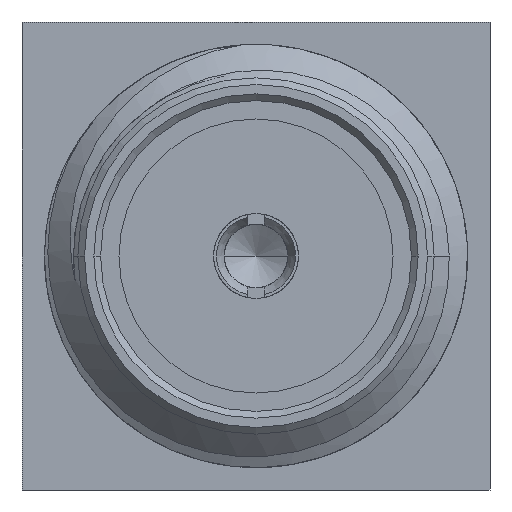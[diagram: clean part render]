
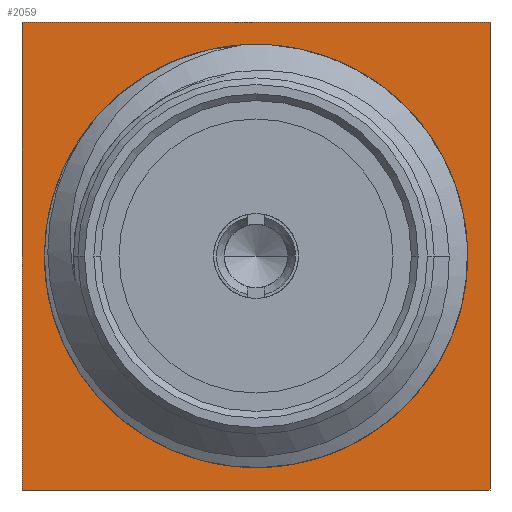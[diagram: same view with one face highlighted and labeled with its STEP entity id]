
A CAD part, left-side view. The second image highlights one B-rep face of the part: STEP entity #2059.
In plain terms, the highlighted planar face has unit normal (-1, 0, 0).
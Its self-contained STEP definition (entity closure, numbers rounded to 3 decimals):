
#307 = PLANE('',#308);
#308 = AXIS2_PLACEMENT_3D('',#309,#310,#311);
#309 = CARTESIAN_POINT('',(7.73,-3.5,3.5));
#310 = DIRECTION('',(0.,1.,0.));
#311 = DIRECTION('',(0.,0.,-1.));
#361 = PLANE('',#362);
#362 = AXIS2_PLACEMENT_3D('',#363,#364,#365);
#363 = CARTESIAN_POINT('',(7.73,3.5,3.5));
#364 = DIRECTION('',(0.,0.,-1.));
#365 = DIRECTION('',(0.,-1.,0.));
#504 = VERTEX_POINT('',#505);
#505 = CARTESIAN_POINT('',(7.73,-3.5,-3.5));
#519 = PLANE('',#520);
#520 = AXIS2_PLACEMENT_3D('',#521,#522,#523);
#521 = CARTESIAN_POINT('',(7.73,-3.5,-3.5));
#522 = DIRECTION('',(0.,0.,1.));
#523 = DIRECTION('',(0.,1.,0.));
#531 = EDGE_CURVE('',#504,#532,#534,.T.);
#532 = VERTEX_POINT('',#533);
#533 = CARTESIAN_POINT('',(7.73,-3.5,3.5));
#534 = SURFACE_CURVE('',#535,(#539,#546),.PCURVE_S1.);
#535 = LINE('',#536,#537);
#536 = CARTESIAN_POINT('',(7.73,-3.5,-3.5));
#537 = VECTOR('',#538,1.);
#538 = DIRECTION('',(0.,0.,1.));
#539 = PCURVE('',#307,#540);
#540 = DEFINITIONAL_REPRESENTATION('',(#541),#545);
#541 = LINE('',#542,#543);
#542 = CARTESIAN_POINT('',(7.,0.));
#543 = VECTOR('',#544,1.);
#544 = DIRECTION('',(-1.,0.));
#545 = ( GEOMETRIC_REPRESENTATION_CONTEXT(2) 
PARAMETRIC_REPRESENTATION_CONTEXT() REPRESENTATION_CONTEXT('2D SPACE',''
  ) );
#546 = PCURVE('',#547,#552);
#547 = PLANE('',#548);
#548 = AXIS2_PLACEMENT_3D('',#549,#550,#551);
#549 = CARTESIAN_POINT('',(7.73,0.,0.));
#550 = DIRECTION('',(-1.,0.,0.));
#551 = DIRECTION('',(0.,1.,0.));
#552 = DEFINITIONAL_REPRESENTATION('',(#553),#557);
#553 = LINE('',#554,#555);
#554 = CARTESIAN_POINT('',(-3.5,3.5));
#555 = VECTOR('',#556,1.);
#556 = DIRECTION('',(0.,-1.));
#557 = ( GEOMETRIC_REPRESENTATION_CONTEXT(2) 
PARAMETRIC_REPRESENTATION_CONTEXT() REPRESENTATION_CONTEXT('2D SPACE',''
  ) );
#702 = PLANE('',#703);
#703 = AXIS2_PLACEMENT_3D('',#704,#705,#706);
#704 = CARTESIAN_POINT('',(7.73,3.5,-3.5));
#705 = DIRECTION('',(0.,-1.,0.));
#706 = DIRECTION('',(0.,0.,1.));
#1018 = EDGE_CURVE('',#532,#1019,#1021,.T.);
#1019 = VERTEX_POINT('',#1020);
#1020 = CARTESIAN_POINT('',(7.73,3.5,3.5));
#1021 = SURFACE_CURVE('',#1022,(#1026,#1033),.PCURVE_S1.);
#1022 = LINE('',#1023,#1024);
#1023 = CARTESIAN_POINT('',(7.73,-3.5,3.5));
#1024 = VECTOR('',#1025,1.);
#1025 = DIRECTION('',(0.,1.,0.));
#1026 = PCURVE('',#361,#1027);
#1027 = DEFINITIONAL_REPRESENTATION('',(#1028),#1032);
#1028 = LINE('',#1029,#1030);
#1029 = CARTESIAN_POINT('',(7.,0.));
#1030 = VECTOR('',#1031,1.);
#1031 = DIRECTION('',(-1.,-0.));
#1032 = ( GEOMETRIC_REPRESENTATION_CONTEXT(2) 
PARAMETRIC_REPRESENTATION_CONTEXT() REPRESENTATION_CONTEXT('2D SPACE',''
  ) );
#1033 = PCURVE('',#547,#1034);
#1034 = DEFINITIONAL_REPRESENTATION('',(#1035),#1039);
#1035 = LINE('',#1036,#1037);
#1036 = CARTESIAN_POINT('',(-3.5,-3.5));
#1037 = VECTOR('',#1038,1.);
#1038 = DIRECTION('',(1.,0.));
#1039 = ( GEOMETRIC_REPRESENTATION_CONTEXT(2) 
PARAMETRIC_REPRESENTATION_CONTEXT() REPRESENTATION_CONTEXT('2D SPACE',''
  ) );
#1267 = EDGE_CURVE('',#1019,#1268,#1270,.T.);
#1268 = VERTEX_POINT('',#1269);
#1269 = CARTESIAN_POINT('',(7.73,3.5,-3.5));
#1270 = SURFACE_CURVE('',#1271,(#1275,#1282),.PCURVE_S1.);
#1271 = LINE('',#1272,#1273);
#1272 = CARTESIAN_POINT('',(7.73,3.5,3.5));
#1273 = VECTOR('',#1274,1.);
#1274 = DIRECTION('',(0.,0.,-1.));
#1275 = PCURVE('',#702,#1276);
#1276 = DEFINITIONAL_REPRESENTATION('',(#1277),#1281);
#1277 = LINE('',#1278,#1279);
#1278 = CARTESIAN_POINT('',(7.,0.));
#1279 = VECTOR('',#1280,1.);
#1280 = DIRECTION('',(-1.,0.));
#1281 = ( GEOMETRIC_REPRESENTATION_CONTEXT(2) 
PARAMETRIC_REPRESENTATION_CONTEXT() REPRESENTATION_CONTEXT('2D SPACE',''
  ) );
#1282 = PCURVE('',#547,#1283);
#1283 = DEFINITIONAL_REPRESENTATION('',(#1284),#1288);
#1284 = LINE('',#1285,#1286);
#1285 = CARTESIAN_POINT('',(3.5,-3.5));
#1286 = VECTOR('',#1287,1.);
#1287 = DIRECTION('',(0.,1.));
#1288 = ( GEOMETRIC_REPRESENTATION_CONTEXT(2) 
PARAMETRIC_REPRESENTATION_CONTEXT() REPRESENTATION_CONTEXT('2D SPACE',''
  ) );
#1509 = EDGE_CURVE('',#1268,#504,#1510,.T.);
#1510 = SURFACE_CURVE('',#1511,(#1515,#1522),.PCURVE_S1.);
#1511 = LINE('',#1512,#1513);
#1512 = CARTESIAN_POINT('',(7.73,3.5,-3.5));
#1513 = VECTOR('',#1514,1.);
#1514 = DIRECTION('',(0.,-1.,0.));
#1515 = PCURVE('',#519,#1516);
#1516 = DEFINITIONAL_REPRESENTATION('',(#1517),#1521);
#1517 = LINE('',#1518,#1519);
#1518 = CARTESIAN_POINT('',(7.,0.));
#1519 = VECTOR('',#1520,1.);
#1520 = DIRECTION('',(-1.,0.));
#1521 = ( GEOMETRIC_REPRESENTATION_CONTEXT(2) 
PARAMETRIC_REPRESENTATION_CONTEXT() REPRESENTATION_CONTEXT('2D SPACE',''
  ) );
#1522 = PCURVE('',#547,#1523);
#1523 = DEFINITIONAL_REPRESENTATION('',(#1524),#1528);
#1524 = LINE('',#1525,#1526);
#1525 = CARTESIAN_POINT('',(3.5,3.5));
#1526 = VECTOR('',#1527,1.);
#1527 = DIRECTION('',(-1.,0.));
#1528 = ( GEOMETRIC_REPRESENTATION_CONTEXT(2) 
PARAMETRIC_REPRESENTATION_CONTEXT() REPRESENTATION_CONTEXT('2D SPACE',''
  ) );
#2059 = ADVANCED_FACE('',(#2060,#2066),#547,.T.);
#2060 = FACE_BOUND('',#2061,.F.);
#2061 = EDGE_LOOP('',(#2062,#2063,#2064,#2065));
#2062 = ORIENTED_EDGE('',*,*,#531,.F.);
#2063 = ORIENTED_EDGE('',*,*,#1509,.F.);
#2064 = ORIENTED_EDGE('',*,*,#1267,.F.);
#2065 = ORIENTED_EDGE('',*,*,#1018,.F.);
#2066 = FACE_BOUND('',#2067,.F.);
#2067 = EDGE_LOOP('',(#2068,#2099));
#2068 = ORIENTED_EDGE('',*,*,#2069,.T.);
#2069 = EDGE_CURVE('',#2070,#2072,#2074,.T.);
#2070 = VERTEX_POINT('',#2071);
#2071 = CARTESIAN_POINT('',(7.73,3.1,0.));
#2072 = VERTEX_POINT('',#2073);
#2073 = CARTESIAN_POINT('',(7.73,-3.1,0.));
#2074 = SURFACE_CURVE('',#2075,(#2080,#2087),.PCURVE_S1.);
#2075 = CIRCLE('',#2076,3.1);
#2076 = AXIS2_PLACEMENT_3D('',#2077,#2078,#2079);
#2077 = CARTESIAN_POINT('',(7.73,0.,0.));
#2078 = DIRECTION('',(-1.,0.,0.));
#2079 = DIRECTION('',(0.,1.,0.));
#2080 = PCURVE('',#547,#2081);
#2081 = DEFINITIONAL_REPRESENTATION('',(#2082),#2086);
#2082 = CIRCLE('',#2083,3.1);
#2083 = AXIS2_PLACEMENT_2D('',#2084,#2085);
#2084 = CARTESIAN_POINT('',(0.,0.));
#2085 = DIRECTION('',(1.,0.));
#2086 = ( GEOMETRIC_REPRESENTATION_CONTEXT(2) 
PARAMETRIC_REPRESENTATION_CONTEXT() REPRESENTATION_CONTEXT('2D SPACE',''
  ) );
#2087 = PCURVE('',#2088,#2093);
#2088 = CYLINDRICAL_SURFACE('',#2089,3.1);
#2089 = AXIS2_PLACEMENT_3D('',#2090,#2091,#2092);
#2090 = CARTESIAN_POINT('',(7.817,0.,0.));
#2091 = DIRECTION('',(-1.,0.,0.));
#2092 = DIRECTION('',(0.,1.,0.));
#2093 = DEFINITIONAL_REPRESENTATION('',(#2094),#2098);
#2094 = LINE('',#2095,#2096);
#2095 = CARTESIAN_POINT('',(0.,0.087));
#2096 = VECTOR('',#2097,1.);
#2097 = DIRECTION('',(1.,0.));
#2098 = ( GEOMETRIC_REPRESENTATION_CONTEXT(2) 
PARAMETRIC_REPRESENTATION_CONTEXT() REPRESENTATION_CONTEXT('2D SPACE',''
  ) );
#2099 = ORIENTED_EDGE('',*,*,#2100,.F.);
#2100 = EDGE_CURVE('',#2070,#2072,#2101,.T.);
#2101 = SURFACE_CURVE('',#2102,(#2107,#2118),.PCURVE_S1.);
#2102 = CIRCLE('',#2103,3.1);
#2103 = AXIS2_PLACEMENT_3D('',#2104,#2105,#2106);
#2104 = CARTESIAN_POINT('',(7.73,0.,0.));
#2105 = DIRECTION('',(1.,0.,0.));
#2106 = DIRECTION('',(-0.,1.,0.));
#2107 = PCURVE('',#547,#2108);
#2108 = DEFINITIONAL_REPRESENTATION('',(#2109),#2117);
#2109 = ( BOUNDED_CURVE() B_SPLINE_CURVE(2,(#2110,#2111,#2112,#2113,
#2114,#2115,#2116),.UNSPECIFIED.,.T.,.F.) B_SPLINE_CURVE_WITH_KNOTS((1,2
    ,2,2,2,1),(-2.094,0.,2.094,4.189,
6.283,8.378),.UNSPECIFIED.) CURVE() 
GEOMETRIC_REPRESENTATION_ITEM() RATIONAL_B_SPLINE_CURVE((1.,0.5,1.,0.5,
1.,0.5,1.)) REPRESENTATION_ITEM('') );
#2110 = CARTESIAN_POINT('',(3.1,0.));
#2111 = CARTESIAN_POINT('',(3.1,-5.369));
#2112 = CARTESIAN_POINT('',(-1.55,-2.685));
#2113 = CARTESIAN_POINT('',(-6.2,0.));
#2114 = CARTESIAN_POINT('',(-1.55,2.685));
#2115 = CARTESIAN_POINT('',(3.1,5.369));
#2116 = CARTESIAN_POINT('',(3.1,0.));
#2117 = ( GEOMETRIC_REPRESENTATION_CONTEXT(2) 
PARAMETRIC_REPRESENTATION_CONTEXT() REPRESENTATION_CONTEXT('2D SPACE',''
  ) );
#2118 = PCURVE('',#2119,#2124);
#2119 = CYLINDRICAL_SURFACE('',#2120,3.1);
#2120 = AXIS2_PLACEMENT_3D('',#2121,#2122,#2123);
#2121 = CARTESIAN_POINT('',(7.817,0.,0.));
#2122 = DIRECTION('',(-1.,0.,0.));
#2123 = DIRECTION('',(0.,1.,0.));
#2124 = DEFINITIONAL_REPRESENTATION('',(#2125),#2129);
#2125 = LINE('',#2126,#2127);
#2126 = CARTESIAN_POINT('',(6.283,0.087));
#2127 = VECTOR('',#2128,1.);
#2128 = DIRECTION('',(-1.,0.));
#2129 = ( GEOMETRIC_REPRESENTATION_CONTEXT(2) 
PARAMETRIC_REPRESENTATION_CONTEXT() REPRESENTATION_CONTEXT('2D SPACE',''
  ) );
